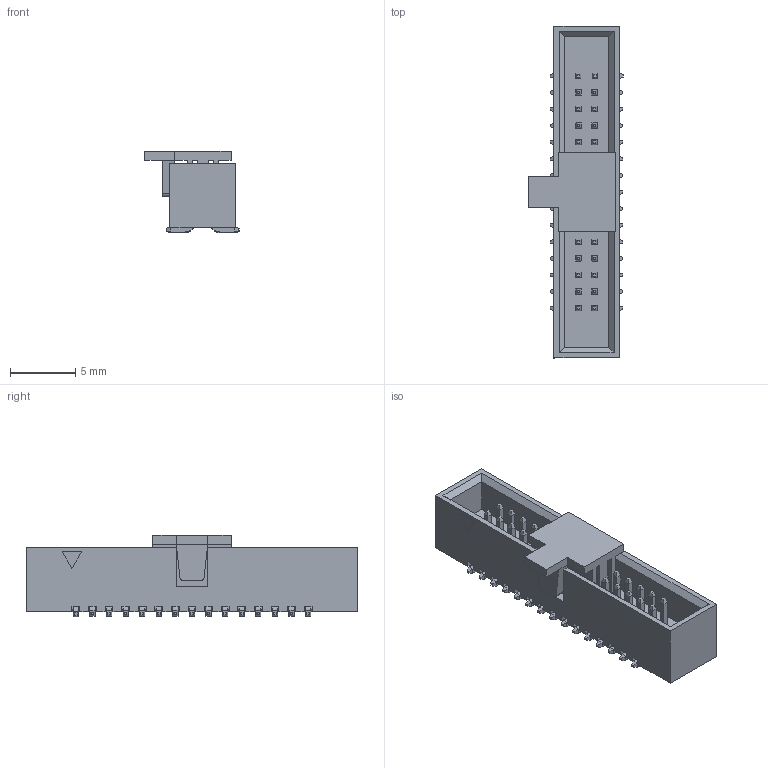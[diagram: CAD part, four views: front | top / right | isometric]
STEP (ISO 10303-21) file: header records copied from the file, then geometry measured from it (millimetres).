
FILE_DESCRIPTION(/* description */ ('Unknown'),/* implementation_level */ '2;1');
FILE_NAME(/* name */ 'J_Wurth_WR-BHD_62733020621',/* time_stamp */ '2025-05-20T15:46:58+08:00',/* author */ ('Unknown'),/* organization */ ('Unknown'),/* preprocessor_version */ 'ST-DEVELOPER v19.4',/* originating_system */ 'Solid Edge',/* authorisation */ 'Unknown');
FILE_SCHEMA (('AUTOMOTIVE_DESIGN {1 0 10303 214 3 1 1}'));
Length unit declared in the file: millimetre
Products named in the file (2): J_Wurth_WR-BHD_62733020621
Assembly tree (1 placements, depth 2):
  J_Wurth_WR-BHD_62733020621
    J_Wurth_WR-BHD_62733020621
Bounding box: 7.22 x 25.4 x 6.26 mm (x, y, z)
Volume: 435.3 mm3; surface area: 1332.8 mm2
Topology: 32 solids, 32 shells, 923 faces, 2354 edges, 1466 vertices
Faces by surface type: plane 861, cylinder 62
Entity records: 29784 total; most frequent: CARTESIAN_POINT 4745, ORIENTED_EDGE 4708, DIRECTION 4328, EDGE_CURVE 2354, LINE 2230, VECTOR 2230, VERTEX_POINT 1466, AXIS2_PLACEMENT_3D 1049
